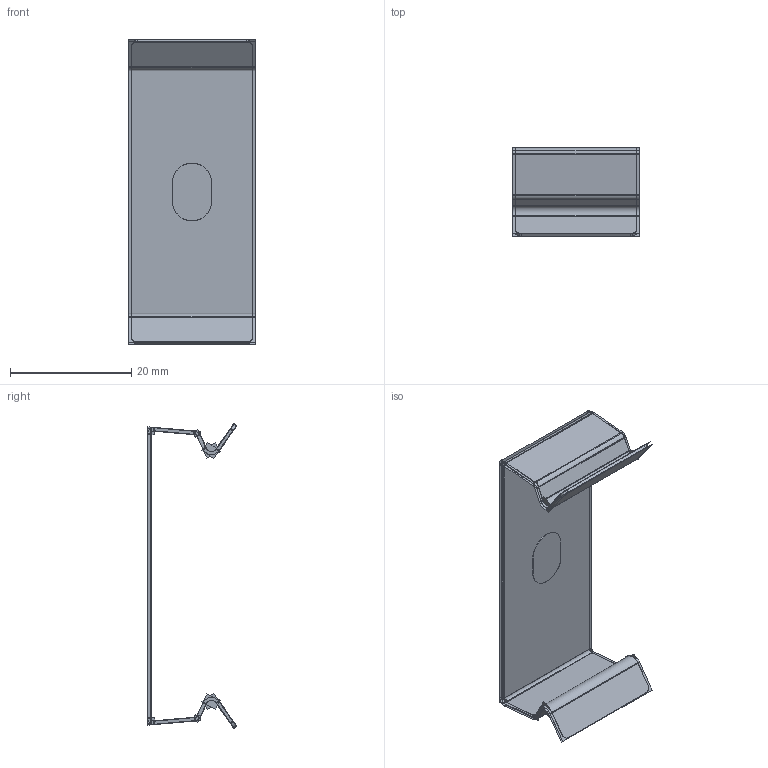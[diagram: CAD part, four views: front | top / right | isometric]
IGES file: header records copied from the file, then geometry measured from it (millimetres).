
Start section:  PTC IGES file: 244224_sm01.igs
Global section: file name: 244224_sm01.igs; native system: Creo Parametric by PTC Inc.; preprocessor: 2022414; author: banengservice; organization: Unknown; date: 20241112.103801; units: millimetre
Bounding box: 20.8 x 14.73 x 50.2 mm (x, y, z)
Volume: 816.2 mm3; surface area: 13979.1 mm2
Topology: 1 solids, 1 shells, 124 faces, 580 edges, 704 vertices
Faces by surface type: bspline 88, revolution 36
